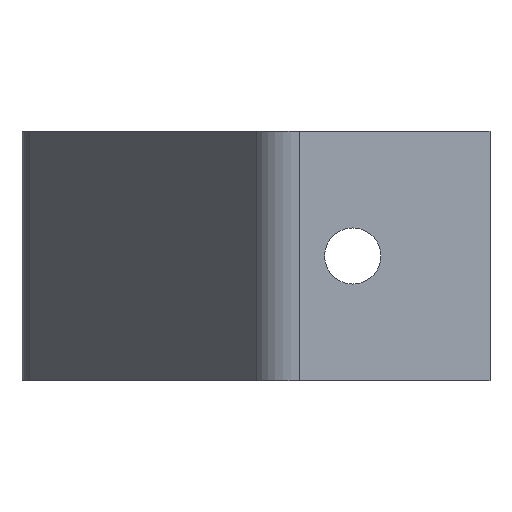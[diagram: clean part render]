
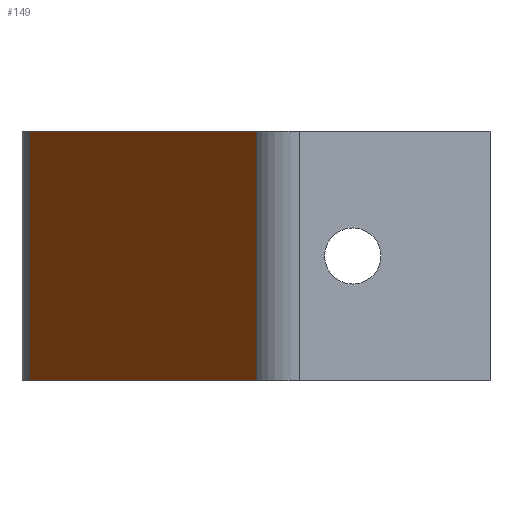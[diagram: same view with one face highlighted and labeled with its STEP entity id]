
A CAD part, front view. The second image highlights one B-rep face of the part: STEP entity #149.
In plain terms, the highlighted planar face has unit normal (-0.852, -0.524, 0).
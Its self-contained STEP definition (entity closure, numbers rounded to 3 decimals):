
#35 = VERTEX_POINT ( 'NONE', #328 ) ;
#61 = EDGE_CURVE ( 'NONE', #133, #77, #494, .T. ) ;
#77 = VERTEX_POINT ( 'NONE', #656 ) ;
#114 = VERTEX_POINT ( 'NONE', #583 ) ;
#133 = VERTEX_POINT ( 'NONE', #623 ) ;
#135 = EDGE_CURVE ( 'NONE', #114, #35, #633, .T. ) ;
#142 = EDGE_CURVE ( 'NONE', #35, #77, #613, .T. ) ;
#144 = ORIENTED_EDGE ( 'NONE', *, *, #61, .F. ) ;
#146 = ORIENTED_EDGE ( 'NONE', *, *, #150, .F. ) ;
#147 = EDGE_LOOP ( 'NONE', ( #144, #146, #152, #203 ) ) ;
#149 = ADVANCED_FACE ( 'NONE', ( #543 ), #536, .T. ) ;
#150 = EDGE_CURVE ( 'NONE', #114, #133, #535, .T. ) ;
#152 = ORIENTED_EDGE ( 'NONE', *, *, #135, .T. ) ;
#203 = ORIENTED_EDGE ( 'NONE', *, *, #142, .T. ) ;
#328 = CARTESIAN_POINT ( 'NONE',  ( -73.813, 63.072, 20. ) ) ;
#491 = DIRECTION ( 'NONE',  ( -0.524, 0.852, 0. ) ) ;
#492 = VECTOR ( 'NONE', #491, 1000. ) ;
#493 = CARTESIAN_POINT ( 'NONE',  ( -35., 0., -20. ) ) ;
#494 = LINE ( 'NONE', #493, #492 ) ;
#528 = VECTOR ( 'NONE', #614, 1000. ) ;
#531 = DIRECTION ( 'NONE',  ( 0.524, -0.852, 0. ) ) ;
#532 = DIRECTION ( 'NONE',  ( -0.852, -0.524, 0. ) ) ;
#533 = CARTESIAN_POINT ( 'NONE',  ( -35., 0., 20. ) ) ;
#534 = CARTESIAN_POINT ( 'NONE',  ( -37.343, 3.807, 20. ) ) ;
#535 = LINE ( 'NONE', #534, #528 ) ;
#536 = PLANE ( 'NONE',  #542 ) ;
#538 = DIRECTION ( 'NONE',  ( 0., 0., -1. ) ) ;
#539 = VECTOR ( 'NONE', #538, 1000. ) ;
#542 = AXIS2_PLACEMENT_3D ( 'NONE', #533, #532, #531 ) ;
#543 = FACE_OUTER_BOUND ( 'NONE', #147, .T. ) ;
#583 = CARTESIAN_POINT ( 'NONE',  ( -37.343, 3.807, 20. ) ) ;
#612 = CARTESIAN_POINT ( 'NONE',  ( -73.813, 63.072, 20. ) ) ;
#613 = LINE ( 'NONE', #612, #539 ) ;
#614 = DIRECTION ( 'NONE',  ( 0., 0., -1. ) ) ;
#617 = DIRECTION ( 'NONE',  ( -0.524, 0.852, 0. ) ) ;
#618 = VECTOR ( 'NONE', #617, 1000. ) ;
#619 = CARTESIAN_POINT ( 'NONE',  ( -35., 0., 20. ) ) ;
#623 = CARTESIAN_POINT ( 'NONE',  ( -37.343, 3.807, -20. ) ) ;
#633 = LINE ( 'NONE', #619, #618 ) ;
#656 = CARTESIAN_POINT ( 'NONE',  ( -73.813, 63.072, -20. ) ) ;
